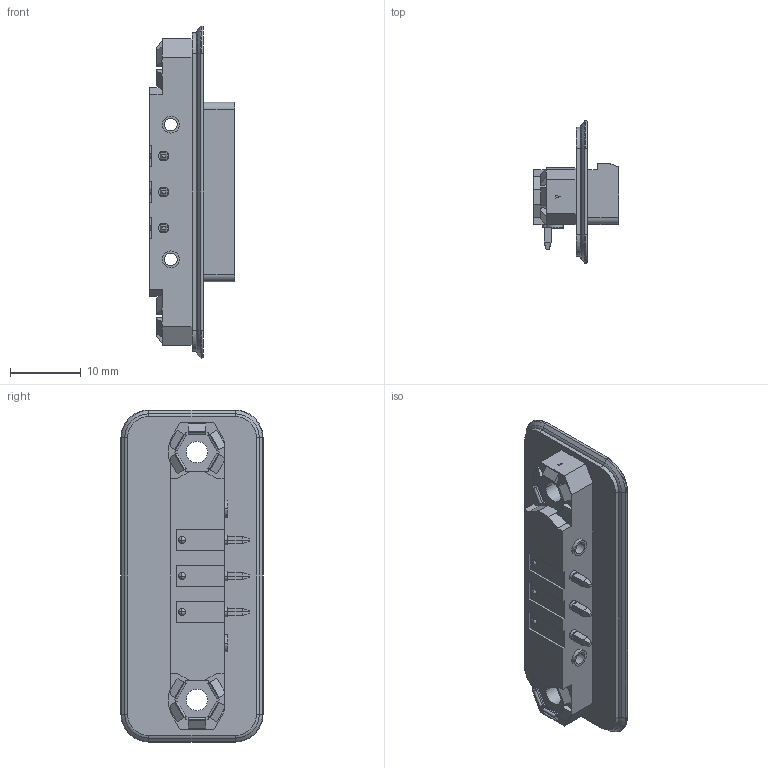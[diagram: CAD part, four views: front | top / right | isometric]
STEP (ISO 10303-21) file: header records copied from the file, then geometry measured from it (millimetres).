
FILE_DESCRIPTION(('STEP AP214'),'1');
FILE_NAME('1898994.stp','2016-07-05T05:30:26',('TraceParts'),('TraceParts S.A.'),'Spatial InterOp 3D',' ',' ');
FILE_SCHEMA(('automotive_design'));
Length unit declared in the file: millimetre
Products named in the file (1): dfk-mstba_2.5-3-gf-5.08|1#dfk-mstba_2.5-3-gf-5.08;dfk-mstba_2.5-3-gf-5.08
Bounding box: 12 x 20.07 x 46.87 mm (x, y, z)
Volume: 2873.9 mm3; surface area: 3687 mm2
Topology: 1 solids, 1 shells, 469 faces, 1103 edges, 668 vertices
Faces by surface type: plane 336, cylinder 87, torus 20, cone 14, sphere 12
Entity records: 17031 total; most frequent: DIRECTION 2335, CARTESIAN_POINT 2313, ORIENTED_EDGE 2206, EDGE_CURVE 1103, LINE 799, VECTOR 799, AXIS2_PLACEMENT_3D 768, VERTEX_POINT 668
